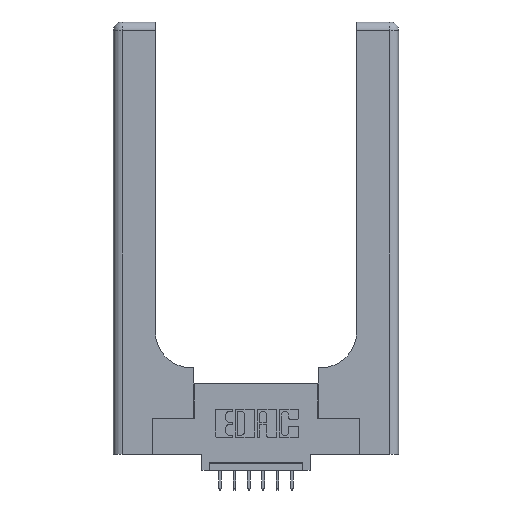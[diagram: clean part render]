
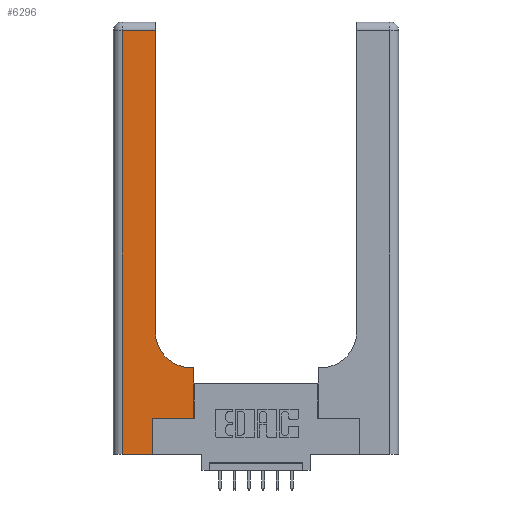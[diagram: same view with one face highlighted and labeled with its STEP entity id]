
A CAD part, top view. The second image highlights one B-rep face of the part: STEP entity #6296.
In plain terms, the highlighted planar face has unit normal (0, 0, 1).
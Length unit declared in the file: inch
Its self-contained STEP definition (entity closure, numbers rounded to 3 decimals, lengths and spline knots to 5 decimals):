
#27 = FACE_OUTER_BOUND ( 'NONE', #7158, .T. ) ;
#160 = CARTESIAN_POINT ( 'NONE',  ( 0., 2.94, 0.37 ) ) ;
#316 = LINE ( 'NONE', #4535, #12862 ) ;
#422 = VECTOR ( 'NONE', #10430, 39.37008 ) ;
#449 = VECTOR ( 'NONE', #914, 39.37008 ) ;
#776 = LINE ( 'NONE', #2943, #8551 ) ;
#914 = DIRECTION ( 'NONE',  ( 0., 1., 0. ) ) ;
#1057 = DIRECTION ( 'NONE',  ( -1., 0., 0. ) ) ;
#2194 = CARTESIAN_POINT ( 'NONE',  ( 0.2915, 3., 0.37 ) ) ;
#2467 = CARTESIAN_POINT ( 'NONE',  ( 0.5415, 0.85, 0.37 ) ) ;
#2776 = VECTOR ( 'NONE', #8012, 39.37008 ) ;
#2943 = CARTESIAN_POINT ( 'NONE',  ( 0., 0., 0.37 ) ) ;
#3103 = LINE ( 'NONE', #7668, #13647 ) ;
#3212 = VERTEX_POINT ( 'NONE', #12725 ) ;
#3230 = EDGE_CURVE ( 'NONE', #14646, #3361, #7872, .T. ) ;
#3299 = CARTESIAN_POINT ( 'NONE',  ( 0.06, 0., 0.37 ) ) ;
#3336 = EDGE_CURVE ( 'NONE', #3361, #13347, #7201, .T. ) ;
#3361 = VERTEX_POINT ( 'NONE', #5026 ) ;
#3463 = CARTESIAN_POINT ( 'NONE',  ( 0.2915, 2.94, 0.37 ) ) ;
#3746 = DIRECTION ( 'NONE',  ( 0., -1., 0. ) ) ;
#3846 = VERTEX_POINT ( 'NONE', #7249 ) ;
#4535 = CARTESIAN_POINT ( 'NONE',  ( 0.269, 0., 0.37 ) ) ;
#4604 = CARTESIAN_POINT ( 'NONE',  ( 0.269, 0.25, 0.37 ) ) ;
#4750 = LINE ( 'NONE', #4604, #422 ) ;
#4823 = EDGE_CURVE ( 'NONE', #12905, #3846, #4750, .T. ) ;
#4932 = DIRECTION ( 'NONE',  ( 1., 0., 0. ) ) ;
#4966 = VECTOR ( 'NONE', #3746, 39.37008 ) ;
#5026 = CARTESIAN_POINT ( 'NONE',  ( 0.06, 2.94, 0.37 ) ) ;
#5027 = EDGE_CURVE ( 'NONE', #13347, #10561, #776, .T. ) ;
#5273 = DIRECTION ( 'NONE',  ( 1., 0., 0. ) ) ;
#5410 = ORIENTED_EDGE ( 'NONE', *, *, #5027, .T. ) ;
#5720 = CIRCLE ( 'NONE', #7628, 0.25 ) ;
#5787 = CARTESIAN_POINT ( 'NONE',  ( 0., 3., 0.37 ) ) ;
#5936 = DIRECTION ( 'NONE',  ( 0., 1., 0. ) ) ;
#6086 = ORIENTED_EDGE ( 'NONE', *, *, #6294, .T. ) ;
#6294 = EDGE_CURVE ( 'NONE', #3846, #3212, #6607, .T. ) ;
#6296 = ADVANCED_FACE ( 'NONE', ( #27 ), #12662, .F. ) ;
#6607 = LINE ( 'NONE', #11183, #449 ) ;
#6747 = EDGE_CURVE ( 'NONE', #9656, #9224, #5720, .T. ) ;
#7158 = EDGE_LOOP ( 'NONE', ( #10026, #12874, #8164, #5410, #8269, #13925, #6086, #13238, #9411 ) ) ;
#7168 = CARTESIAN_POINT ( 'NONE',  ( 0.269, 0.25, 0.37 ) ) ;
#7201 = LINE ( 'NONE', #14196, #4966 ) ;
#7249 = CARTESIAN_POINT ( 'NONE',  ( 0.5585, 0.25, 0.37 ) ) ;
#7447 = EDGE_CURVE ( 'NONE', #9224, #14646, #12449, .T. ) ;
#7628 = AXIS2_PLACEMENT_3D ( 'NONE', #2467, #14117, #4932 ) ;
#7668 = CARTESIAN_POINT ( 'NONE',  ( 0.2915, 0.6, 0.37 ) ) ;
#7872 = LINE ( 'NONE', #160, #2776 ) ;
#8012 = DIRECTION ( 'NONE',  ( -1., 0., 0. ) ) ;
#8164 = ORIENTED_EDGE ( 'NONE', *, *, #3336, .T. ) ;
#8269 = ORIENTED_EDGE ( 'NONE', *, *, #13209, .T. ) ;
#8551 = VECTOR ( 'NONE', #5273, 39.37008 ) ;
#8583 = CARTESIAN_POINT ( 'NONE',  ( 0.5415, 0.6, 0.37 ) ) ;
#9224 = VERTEX_POINT ( 'NONE', #14265 ) ;
#9411 = ORIENTED_EDGE ( 'NONE', *, *, #6747, .T. ) ;
#9656 = VERTEX_POINT ( 'NONE', #8583 ) ;
#9811 = VECTOR ( 'NONE', #13698, 39.37008 ) ;
#10026 = ORIENTED_EDGE ( 'NONE', *, *, #7447, .T. ) ;
#10314 = EDGE_CURVE ( 'NONE', #3212, #9656, #3103, .T. ) ;
#10430 = DIRECTION ( 'NONE',  ( 1., 0., 0. ) ) ;
#10561 = VERTEX_POINT ( 'NONE', #11897 ) ;
#11183 = CARTESIAN_POINT ( 'NONE',  ( 0.5585, 0.25, 0.37 ) ) ;
#11395 = DIRECTION ( 'NONE',  ( 0., 0., -1. ) ) ;
#11897 = CARTESIAN_POINT ( 'NONE',  ( 0.269, 0., 0.37 ) ) ;
#12237 = DIRECTION ( 'NONE',  ( -1., 0., 0. ) ) ;
#12402 = AXIS2_PLACEMENT_3D ( 'NONE', #5787, #11395, #1057 ) ;
#12449 = LINE ( 'NONE', #2194, #9811 ) ;
#12662 = PLANE ( 'NONE',  #12402 ) ;
#12725 = CARTESIAN_POINT ( 'NONE',  ( 0.5585, 0.6, 0.37 ) ) ;
#12862 = VECTOR ( 'NONE', #5936, 39.37008 ) ;
#12874 = ORIENTED_EDGE ( 'NONE', *, *, #3230, .T. ) ;
#12905 = VERTEX_POINT ( 'NONE', #7168 ) ;
#13209 = EDGE_CURVE ( 'NONE', #10561, #12905, #316, .T. ) ;
#13238 = ORIENTED_EDGE ( 'NONE', *, *, #10314, .T. ) ;
#13347 = VERTEX_POINT ( 'NONE', #3299 ) ;
#13647 = VECTOR ( 'NONE', #12237, 39.37008 ) ;
#13698 = DIRECTION ( 'NONE',  ( 0., 1., 0. ) ) ;
#13925 = ORIENTED_EDGE ( 'NONE', *, *, #4823, .T. ) ;
#14117 = DIRECTION ( 'NONE',  ( 0., 0., -1. ) ) ;
#14196 = CARTESIAN_POINT ( 'NONE',  ( 0.06, 3., 0.37 ) ) ;
#14265 = CARTESIAN_POINT ( 'NONE',  ( 0.2915, 0.85, 0.37 ) ) ;
#14646 = VERTEX_POINT ( 'NONE', #3463 ) ;
